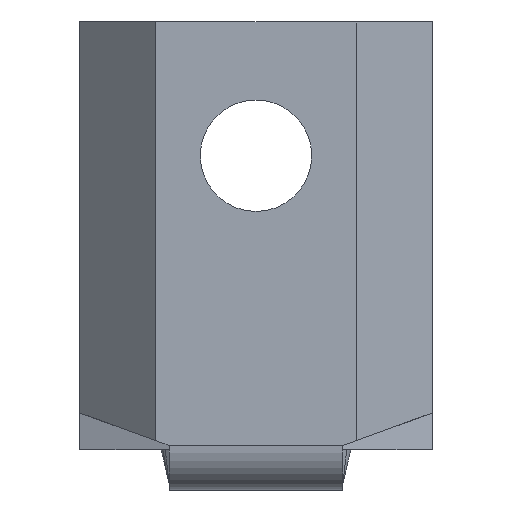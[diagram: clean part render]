
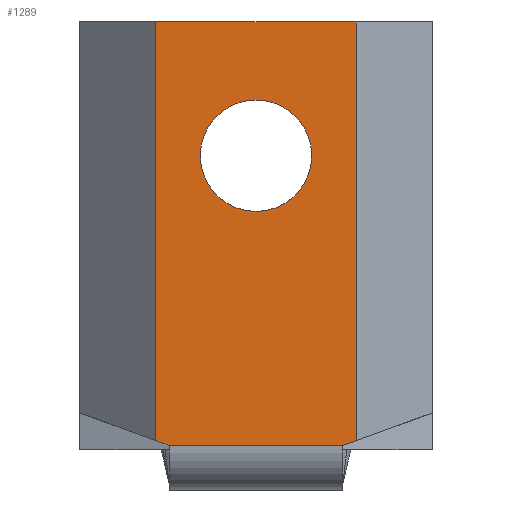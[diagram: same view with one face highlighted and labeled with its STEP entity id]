
A CAD part, front view. The second image highlights one B-rep face of the part: STEP entity #1289.
In plain terms, the highlighted planar face has unit normal (0, -1, 0).
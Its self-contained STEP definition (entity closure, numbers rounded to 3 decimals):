
#16 = VERTEX_POINT ( 'NONE', #723 ) ;
#39 = DIRECTION ( 'NONE',  ( 0., 0., 1. ) ) ;
#100 = VECTOR ( 'NONE', #855, 1000. ) ;
#109 = AXIS2_PLACEMENT_3D ( 'NONE', #1288, #1591, #143 ) ;
#143 = DIRECTION ( 'NONE',  ( 0., 0., 1. ) ) ;
#144 = CARTESIAN_POINT ( 'NONE',  ( 3.9, 0., 21. ) ) ;
#155 = CARTESIAN_POINT ( 'NONE',  ( 4.5, 0., 2.218 ) ) ;
#169 = EDGE_CURVE ( 'NONE', #1019, #16, #2096, .T. ) ;
#177 = ORIENTED_EDGE ( 'NONE', *, *, #1422, .T. ) ;
#215 = LINE ( 'NONE', #1100, #2072 ) ;
#456 = CARTESIAN_POINT ( 'NONE',  ( 0., 0., 17.5 ) ) ;
#457 = CARTESIAN_POINT ( 'NONE',  ( 3.9, 0., 2. ) ) ;
#468 = CARTESIAN_POINT ( 'NONE',  ( 0., 0., 12.5 ) ) ;
#472 = VERTEX_POINT ( 'NONE', #457 ) ;
#490 = EDGE_CURVE ( 'NONE', #1159, #16, #797, .T. ) ;
#492 = AXIS2_PLACEMENT_3D ( 'NONE', #576, #570, #1531 ) ;
#517 = LINE ( 'NONE', #1168, #100 ) ;
#531 = VERTEX_POINT ( 'NONE', #970 ) ;
#570 = DIRECTION ( 'NONE',  ( 0., 1., 0. ) ) ;
#576 = CARTESIAN_POINT ( 'NONE',  ( 3.9, 0., 21. ) ) ;
#592 = DIRECTION ( 'NONE',  ( 0., 0., 1. ) ) ;
#619 = VECTOR ( 'NONE', #934, 1000. ) ;
#621 = EDGE_CURVE ( 'NONE', #1019, #948, #517, .T. ) ;
#629 = DIRECTION ( 'NONE',  ( -1., 0., 0. ) ) ;
#692 = VECTOR ( 'NONE', #629, 1000. ) ;
#723 = CARTESIAN_POINT ( 'NONE',  ( -4.5, 0., 21. ) ) ;
#783 = EDGE_CURVE ( 'NONE', #1159, #531, #1286, .T. ) ;
#797 = LINE ( 'NONE', #1528, #1615 ) ;
#815 = ORIENTED_EDGE ( 'NONE', *, *, #979, .F. ) ;
#818 = ORIENTED_EDGE ( 'NONE', *, *, #1367, .F. ) ;
#855 = DIRECTION ( 'NONE',  ( 0., 0., -1. ) ) ;
#934 = DIRECTION ( 'NONE',  ( 0.94, 0., -0.342 ) ) ;
#938 = CARTESIAN_POINT ( 'NONE',  ( 3.9, 0., 2. ) ) ;
#948 = VERTEX_POINT ( 'NONE', #155 ) ;
#970 = CARTESIAN_POINT ( 'NONE',  ( -3.9, 0., 2. ) ) ;
#979 = EDGE_CURVE ( 'NONE', #1030, #2097, #1604, .T. ) ;
#1019 = VERTEX_POINT ( 'NONE', #1665 ) ;
#1026 = CARTESIAN_POINT ( 'NONE',  ( 0., 0., 15. ) ) ;
#1030 = VERTEX_POINT ( 'NONE', #456 ) ;
#1058 = PLANE ( 'NONE',  #492 ) ;
#1100 = CARTESIAN_POINT ( 'NONE',  ( 7.9, 0., 3.456 ) ) ;
#1141 = LINE ( 'NONE', #938, #692 ) ;
#1158 = CARTESIAN_POINT ( 'NONE',  ( -4.5, 0., 2.218 ) ) ;
#1159 = VERTEX_POINT ( 'NONE', #1158 ) ;
#1168 = CARTESIAN_POINT ( 'NONE',  ( 4.5, 0., 21. ) ) ;
#1286 = LINE ( 'NONE', #1989, #619 ) ;
#1288 = CARTESIAN_POINT ( 'NONE',  ( 0., 0., 15. ) ) ;
#1289 = ADVANCED_FACE ( 'NONE', ( #2010, #1440 ), #1058, .F. ) ;
#1367 = EDGE_CURVE ( 'NONE', #472, #531, #1141, .T. ) ;
#1411 = VECTOR ( 'NONE', #1735, 1000. ) ;
#1422 = EDGE_CURVE ( 'NONE', #472, #948, #215, .T. ) ;
#1440 = FACE_OUTER_BOUND ( 'NONE', #1948, .T. ) ;
#1487 = EDGE_CURVE ( 'NONE', #2097, #1030, #2098, .T. ) ;
#1528 = CARTESIAN_POINT ( 'NONE',  ( -4.5, 0., 21. ) ) ;
#1529 = AXIS2_PLACEMENT_3D ( 'NONE', #1026, #1957, #39 ) ;
#1531 = DIRECTION ( 'NONE',  ( 0., 0., 1. ) ) ;
#1539 = ORIENTED_EDGE ( 'NONE', *, *, #490, .F. ) ;
#1547 = ORIENTED_EDGE ( 'NONE', *, *, #621, .F. ) ;
#1566 = DIRECTION ( 'NONE',  ( 0.94, 0., 0.342 ) ) ;
#1567 = ORIENTED_EDGE ( 'NONE', *, *, #783, .T. ) ;
#1589 = ORIENTED_EDGE ( 'NONE', *, *, #1487, .F. ) ;
#1591 = DIRECTION ( 'NONE',  ( 0., -1., 0. ) ) ;
#1604 = CIRCLE ( 'NONE', #1529, 2.5 ) ;
#1615 = VECTOR ( 'NONE', #592, 1000. ) ;
#1665 = CARTESIAN_POINT ( 'NONE',  ( 4.5, 0., 21. ) ) ;
#1735 = DIRECTION ( 'NONE',  ( -1., 0., 0. ) ) ;
#1787 = EDGE_LOOP ( 'NONE', ( #815, #1589 ) ) ;
#1877 = ORIENTED_EDGE ( 'NONE', *, *, #169, .T. ) ;
#1948 = EDGE_LOOP ( 'NONE', ( #1567, #818, #177, #1547, #1877, #1539 ) ) ;
#1957 = DIRECTION ( 'NONE',  ( 0., -1., 0. ) ) ;
#1989 = CARTESIAN_POINT ( 'NONE',  ( -7.9, 0., 3.456 ) ) ;
#2010 = FACE_BOUND ( 'NONE', #1787, .T. ) ;
#2072 = VECTOR ( 'NONE', #1566, 1000. ) ;
#2096 = LINE ( 'NONE', #144, #1411 ) ;
#2097 = VERTEX_POINT ( 'NONE', #468 ) ;
#2098 = CIRCLE ( 'NONE', #109, 2.5 ) ;
